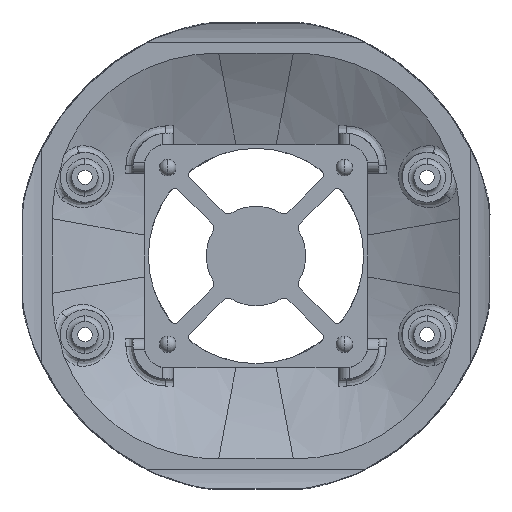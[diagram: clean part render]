
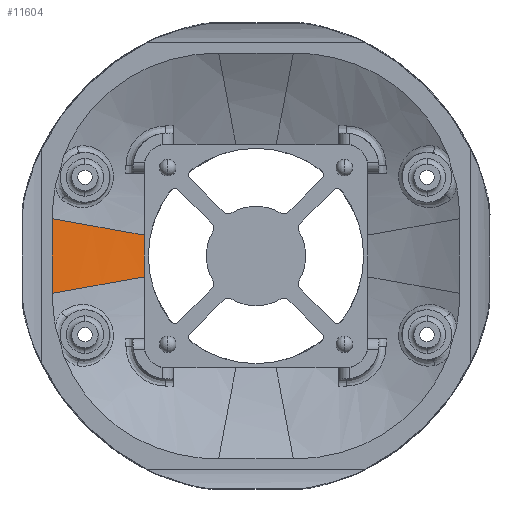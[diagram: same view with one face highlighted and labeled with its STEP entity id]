
A CAD part, front view. The second image highlights one B-rep face of the part: STEP entity #11604.
In plain terms, the highlighted cylindrical face has radius 69.482 mm (diameter 138.964 mm), a partial arc.
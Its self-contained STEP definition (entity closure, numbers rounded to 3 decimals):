
#508 = DIRECTION ( 'NONE',  ( -1., 0., 0. ) ) ;
#725 = CARTESIAN_POINT ( 'NONE',  ( -20.25, 28.591, -3.775 ) ) ;
#743 = CARTESIAN_POINT ( 'NONE',  ( -31.618, 24.072, 5.818 ) ) ;
#1156 = VERTEX_POINT ( 'NONE', #4126 ) ;
#1554 = EDGE_CURVE ( 'NONE', #8979, #7196, #10964, .T. ) ;
#1737 = DIRECTION ( 'NONE',  ( 0., 0., -1. ) ) ;
#1888 = CARTESIAN_POINT ( 'NONE',  ( -23.18, 27.644, 4.299 ) ) ;
#1937 = CARTESIAN_POINT ( 'NONE',  ( -21.722, 28.142, 4.038 ) ) ;
#2187 = CARTESIAN_POINT ( 'NONE',  ( -20.25, 28.591, 46.609 ) ) ;
#2308 = CARTESIAN_POINT ( 'NONE',  ( -26.056, 26.609, -4.816 ) ) ;
#2482 = ORIENTED_EDGE ( 'NONE', *, *, #2981, .F. ) ;
#2981 = EDGE_CURVE ( 'NONE', #10368, #8979, #6239, .T. ) ;
#4126 = CARTESIAN_POINT ( 'NONE',  ( -20.25, 28.591, 3.775 ) ) ;
#4366 = EDGE_LOOP ( 'NONE', ( #2482, #14271, #7427, #9324 ) ) ;
#4424 = DIRECTION ( 'NONE',  ( 0., 0., 1. ) ) ;
#5905 = VECTOR ( 'NONE', #4424, 1000. ) ;
#6151 = CARTESIAN_POINT ( 'NONE',  ( 0., -37.875, 46.609 ) ) ;
#6178 = CARTESIAN_POINT ( 'NONE',  ( -36.898, 21., 46.609 ) ) ;
#6239 = B_SPLINE_CURVE_WITH_KNOTS ( 'NONE', 3,
 ( #8419, #7141, #2308, #6587, #8432, #10019 ),
 .UNSPECIFIED., .F., .F.,
 ( 4, 2, 4 ),
 ( 0.002, 0.011, 0.02 ),
 .UNSPECIFIED. ) ;
#6276 = LINE ( 'NONE', #2187, #5905 ) ;
#6546 = CARTESIAN_POINT ( 'NONE',  ( -26.046, 26.559, 4.814 ) ) ;
#6587 = CARTESIAN_POINT ( 'NONE',  ( -31.605, 24.078, -5.815 ) ) ;
#7141 = CARTESIAN_POINT ( 'NONE',  ( -23.197, 27.693, -4.301 ) ) ;
#7196 = VERTEX_POINT ( 'NONE', #7978 ) ;
#7427 = ORIENTED_EDGE ( 'NONE', *, *, #9081, .F. ) ;
#7509 = FACE_OUTER_BOUND ( 'NONE', #4366, .T. ) ;
#7543 = AXIS2_PLACEMENT_3D ( 'NONE', #6151, #1737, #508 ) ;
#7978 = CARTESIAN_POINT ( 'NONE',  ( -36.898, 21., 6.77 ) ) ;
#8268 = B_SPLINE_CURVE_WITH_KNOTS ( 'NONE', 3,
 ( #12200, #14284, #743, #8637, #6546, #1888, #1937, #13250 ),
 .UNSPECIFIED., .F., .F.,
 ( 4, 2, 2, 4 ),
 ( 0.005, 0.014, 0.019, 0.023 ),
 .UNSPECIFIED. ) ;
#8323 = DIRECTION ( 'NONE',  ( 0., 0., 1. ) ) ;
#8419 = CARTESIAN_POINT ( 'NONE',  ( -20.25, 28.591, -3.775 ) ) ;
#8432 = CARTESIAN_POINT ( 'NONE',  ( -34.295, 22.632, -6.301 ) ) ;
#8540 = CARTESIAN_POINT ( 'NONE',  ( -36.898, 21., -6.77 ) ) ;
#8637 = CARTESIAN_POINT ( 'NONE',  ( -27.455, 25.971, 5.068 ) ) ;
#8979 = VERTEX_POINT ( 'NONE', #8540 ) ;
#9081 = EDGE_CURVE ( 'NONE', #7196, #1156, #8268, .T. ) ;
#9324 = ORIENTED_EDGE ( 'NONE', *, *, #1554, .F. ) ;
#10019 = CARTESIAN_POINT ( 'NONE',  ( -36.898, 21., -6.77 ) ) ;
#10368 = VERTEX_POINT ( 'NONE', #725 ) ;
#10964 = LINE ( 'NONE', #6178, #12027 ) ;
#11604 = ADVANCED_FACE ( 'NONE', ( #7509 ), #12441, .F. ) ;
#12027 = VECTOR ( 'NONE', #8323, 1000. ) ;
#12200 = CARTESIAN_POINT ( 'NONE',  ( -36.898, 21., 6.77 ) ) ;
#12441 = CYLINDRICAL_SURFACE ( 'NONE', #7543, 69.482 ) ;
#12861 = EDGE_CURVE ( 'NONE', #10368, #1156, #6276, .T. ) ;
#13250 = CARTESIAN_POINT ( 'NONE',  ( -20.25, 28.591, 3.775 ) ) ;
#14271 = ORIENTED_EDGE ( 'NONE', *, *, #12861, .T. ) ;
#14284 = CARTESIAN_POINT ( 'NONE',  ( -34.303, 22.626, 6.302 ) ) ;
